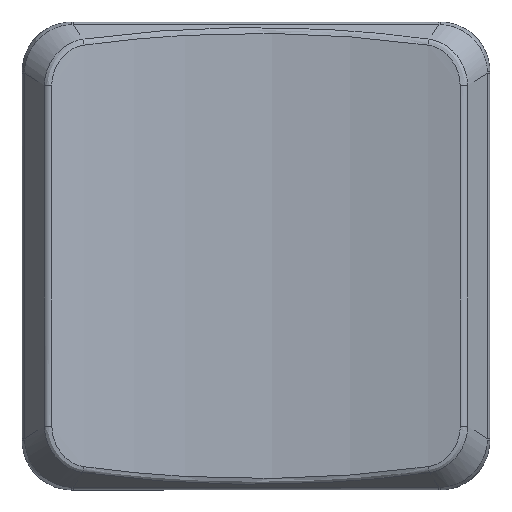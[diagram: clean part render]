
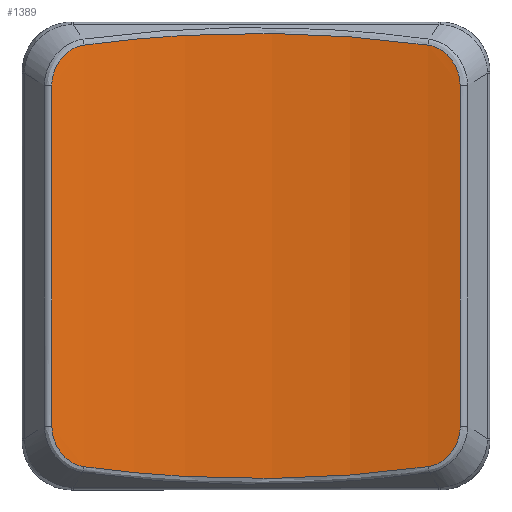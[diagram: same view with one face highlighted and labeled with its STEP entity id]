
A CAD part, top view. The second image highlights one B-rep face of the part: STEP entity #1389.
In plain terms, the highlighted cylindrical face has radius 30 mm (diameter 60 mm), a partial arc.
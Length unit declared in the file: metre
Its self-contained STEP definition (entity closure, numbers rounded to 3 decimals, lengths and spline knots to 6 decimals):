
#32=ELLIPSE('',#1484,0.036148,0.03);
#33=ELLIPSE('',#1485,0.036148,0.03);
#38=CYLINDRICAL_SURFACE('',#1483,0.03);
#131=B_SPLINE_CURVE_WITH_KNOTS('',3,(#2308,#2309,#2310,#2311),
 .UNSPECIFIED.,.F.,.F.,(4,4),(0.,0.002006),.UNSPECIFIED.);
#132=B_SPLINE_CURVE_WITH_KNOTS('',3,(#2316,#2317,#2318,#2319),
 .UNSPECIFIED.,.F.,.F.,(4,4),(0.,0.002015),.UNSPECIFIED.);
#133=B_SPLINE_CURVE_WITH_KNOTS('',3,(#2323,#2324,#2325,#2326),
 .UNSPECIFIED.,.F.,.F.,(4,4),(0.,0.002006),.UNSPECIFIED.);
#134=B_SPLINE_CURVE_WITH_KNOTS('',3,(#2330,#2331,#2332,#2333),
 .UNSPECIFIED.,.F.,.F.,(4,4),(0.,0.002015),.UNSPECIFIED.);
#455=ORIENTED_EDGE('',*,*,#731,.T.);
#456=ORIENTED_EDGE('',*,*,#732,.T.);
#457=ORIENTED_EDGE('',*,*,#733,.T.);
#458=ORIENTED_EDGE('',*,*,#734,.T.);
#459=ORIENTED_EDGE('',*,*,#735,.T.);
#460=ORIENTED_EDGE('',*,*,#736,.T.);
#461=ORIENTED_EDGE('',*,*,#737,.T.);
#462=ORIENTED_EDGE('',*,*,#738,.T.);
#731=EDGE_CURVE('',#883,#884,#131,.T.);
#732=EDGE_CURVE('',#884,#885,#32,.F.);
#733=EDGE_CURVE('',#885,#886,#132,.T.);
#734=EDGE_CURVE('',#886,#887,#1029,.T.);
#735=EDGE_CURVE('',#887,#888,#133,.T.);
#736=EDGE_CURVE('',#888,#889,#33,.T.);
#737=EDGE_CURVE('',#889,#890,#134,.T.);
#738=EDGE_CURVE('',#890,#883,#1030,.F.);
#883=VERTEX_POINT('',#2312);
#884=VERTEX_POINT('',#2313);
#885=VERTEX_POINT('',#2315);
#886=VERTEX_POINT('',#2320);
#887=VERTEX_POINT('',#2322);
#888=VERTEX_POINT('',#2327);
#889=VERTEX_POINT('',#2329);
#890=VERTEX_POINT('',#2334);
#1029=LINE('',#2321,#1169);
#1030=LINE('',#2335,#1170);
#1169=VECTOR('',#1756,1.);
#1170=VECTOR('',#1759,1.);
#1226=EDGE_LOOP('',(#455,#456,#457,#458,#459,#460,#461,#462));
#1306=FACE_BOUND('',#1226,.T.);
#1389=ADVANCED_FACE('',(#1306),#38,.F.);
#1483=AXIS2_PLACEMENT_3D('',#2307,#1752,#1753);
#1484=AXIS2_PLACEMENT_3D('',#2314,#1754,#1755);
#1485=AXIS2_PLACEMENT_3D('',#2328,#1757,#1758);
#1752=DIRECTION('',(0.,1.,0.));
#1753=DIRECTION('',(-1.,0.,0.));
#1754=DIRECTION('',(0.,0.83,-0.558));
#1755=DIRECTION('',(0.,0.558,0.83));
#1756=DIRECTION('',(0.,1.,0.));
#1757=DIRECTION('',(0.,0.83,0.558));
#1758=DIRECTION('',(0.,0.558,-0.83));
#1759=DIRECTION('',(0.,1.,0.));
#2307=CARTESIAN_POINT('',(0.004756,-0.001983,0.044669));
#2308=CARTESIAN_POINT('',(-0.002444,0.000256,0.015546));
#2309=CARTESIAN_POINT('',(-0.002444,-0.000414,0.015546));
#2310=CARTESIAN_POINT('',(-0.001964,-0.001075,0.015424));
#2311=CARTESIAN_POINT('',(-0.001312,-0.001166,0.015289));
#2312=CARTESIAN_POINT('',(-0.002444,0.000256,0.015546));
#2313=CARTESIAN_POINT('',(-0.001312,-0.001166,0.015289));
#2314=CARTESIAN_POINT('',(0.004756,0.018584,0.044669));
#2315=CARTESIAN_POINT('',(0.010825,-0.001166,0.015289));
#2316=CARTESIAN_POINT('',(0.010825,-0.001166,0.015289));
#2317=CARTESIAN_POINT('',(0.011477,-0.001075,0.015424));
#2318=CARTESIAN_POINT('',(0.011956,-0.000415,0.015546));
#2319=CARTESIAN_POINT('',(0.011956,0.000256,0.015546));
#2320=CARTESIAN_POINT('',(0.011956,0.000256,0.015546));
#2321=CARTESIAN_POINT('',(0.011956,-0.001983,0.015546));
#2322=CARTESIAN_POINT('',(0.011956,0.012278,0.015546));
#2323=CARTESIAN_POINT('',(0.011956,0.012278,0.015546));
#2324=CARTESIAN_POINT('',(0.011956,0.012948,0.015546));
#2325=CARTESIAN_POINT('',(0.011477,0.013609,0.015424));
#2326=CARTESIAN_POINT('',(0.010825,0.0137,0.015289));
#2327=CARTESIAN_POINT('',(0.010825,0.0137,0.015289));
#2328=CARTESIAN_POINT('',(0.004756,-0.00605,0.044669));
#2329=CARTESIAN_POINT('',(-0.001312,0.0137,0.015289));
#2330=CARTESIAN_POINT('',(-0.001312,0.0137,0.015289));
#2331=CARTESIAN_POINT('',(-0.001965,0.013609,0.015424));
#2332=CARTESIAN_POINT('',(-0.002444,0.012949,0.015546));
#2333=CARTESIAN_POINT('',(-0.002444,0.012278,0.015546));
#2334=CARTESIAN_POINT('',(-0.002444,0.012278,0.015546));
#2335=CARTESIAN_POINT('',(-0.002444,-0.001983,0.015546));
